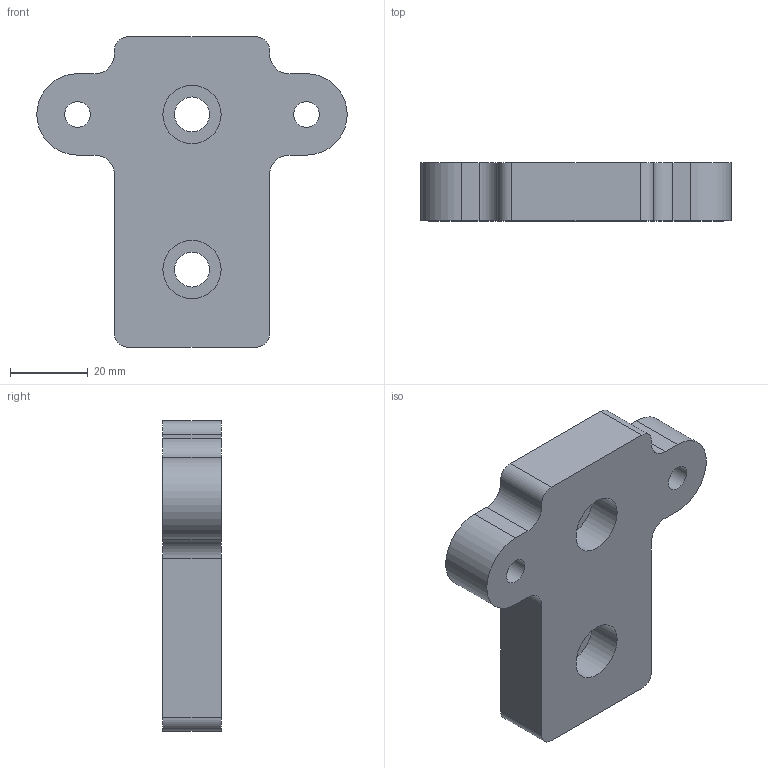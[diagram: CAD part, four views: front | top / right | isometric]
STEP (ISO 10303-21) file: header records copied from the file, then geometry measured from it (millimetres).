
FILE_DESCRIPTION((''),'2;1');
FILE_NAME('SL0211N.ipt.step','2007-09-10T15:13:33',(''),(''),'Autodesk Inventor 11','Autodesk Inventor 11','');
FILE_SCHEMA(('AUTOMOTIVE_DESIGN { 1 0 10303 214 1 1 1 1 }'));
Length unit declared in the file: millimetre
Products named in the file (1): SL0211N
Bounding box: 80 x 15 x 80 mm (x, y, z)
Volume: 54360.1 mm3; surface area: 13643.6 mm2
Topology: 1 solids, 1 shells, 30 faces, 80 edges, 54 vertices
Faces by surface type: plane 12, cylinder 10, bspline 8
Entity records: 1021 total; most frequent: CARTESIAN_POINT 263, DIRECTION 150, ORIENTED_EDGE 144, EDGE_CURVE 72, AXIS2_PLACEMENT_3D 55, VERTEX_POINT 52, EDGE_LOOP 46, VECTOR 40
